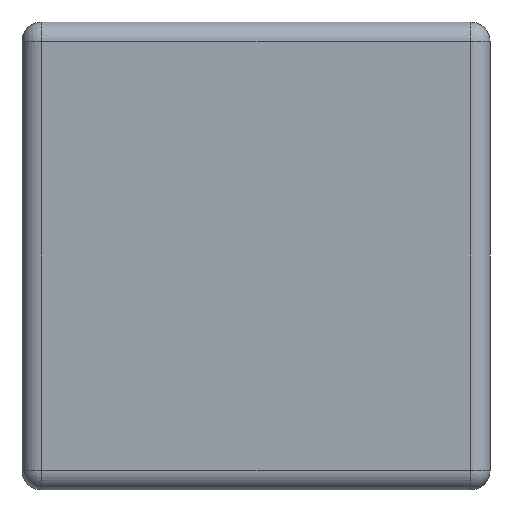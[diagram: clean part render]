
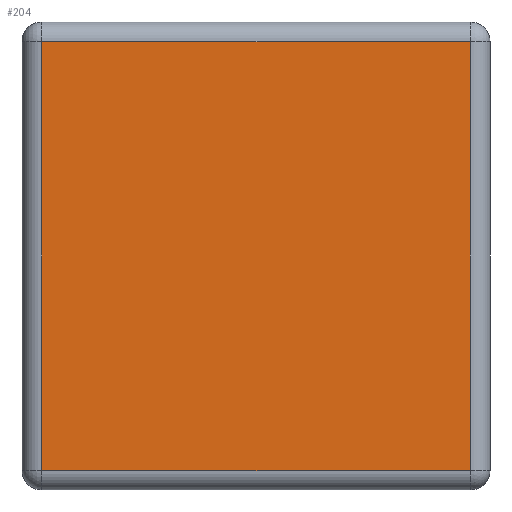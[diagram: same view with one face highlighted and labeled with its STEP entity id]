
A CAD part, left-side view. The second image highlights one B-rep face of the part: STEP entity #204.
In plain terms, the highlighted planar face has unit normal (-1, 0, 0).
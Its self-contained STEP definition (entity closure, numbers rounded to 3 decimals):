
#204 = ADVANCED_FACE ( 'NONE', ( #1033 ), #1078, .F. ) ;
#205 = EDGE_LOOP ( 'NONE', ( #206, #210, #265, #268 ) ) ;
#206 = ORIENTED_EDGE ( 'NONE', *, *, #207, .T. ) ;
#207 = EDGE_CURVE ( 'NONE', #208, #209, #1073, .T. ) ;
#208 = VERTEX_POINT ( 'NONE', #1069 ) ;
#209 = VERTEX_POINT ( 'NONE', #1068 ) ;
#210 = ORIENTED_EDGE ( 'NONE', *, *, #264, .T. ) ;
#211 = VERTEX_POINT ( 'NONE', #1067 ) ;
#264 = EDGE_CURVE ( 'NONE', #209, #211, #1296, .T. ) ;
#265 = ORIENTED_EDGE ( 'NONE', *, *, #266, .T. ) ;
#266 = EDGE_CURVE ( 'NONE', #211, #267, #1292, .T. ) ;
#267 = VERTEX_POINT ( 'NONE', #1288 ) ;
#268 = ORIENTED_EDGE ( 'NONE', *, *, #269, .T. ) ;
#269 = EDGE_CURVE ( 'NONE', #267, #208, #1286, .T. ) ;
#1033 = FACE_OUTER_BOUND ( 'NONE', #205, .T. ) ;
#1067 = CARTESIAN_POINT ( 'NONE',  ( -1., 1.15, -0.55 ) ) ;
#1068 = CARTESIAN_POINT ( 'NONE',  ( -1., 1.15, 0.55 ) ) ;
#1069 = CARTESIAN_POINT ( 'NONE',  ( -1., 0.05, 0.55 ) ) ;
#1070 = DIRECTION ( 'NONE',  ( 0., 1., 0. ) ) ;
#1071 = VECTOR ( 'NONE', #1070, 1000. ) ;
#1072 = CARTESIAN_POINT ( 'NONE',  ( -1., 1.2, 0.55 ) ) ;
#1073 = LINE ( 'NONE', #1072, #1071 ) ;
#1074 = DIRECTION ( 'NONE',  ( 0., 0., -1. ) ) ;
#1075 = DIRECTION ( 'NONE',  ( 1., 0., 0. ) ) ;
#1076 = CARTESIAN_POINT ( 'NONE',  ( -1., 1.2, 0.6 ) ) ;
#1077 = AXIS2_PLACEMENT_3D ( 'NONE', #1076, #1075, #1074 ) ;
#1078 = PLANE ( 'NONE',  #1077 ) ;
#1283 = DIRECTION ( 'NONE',  ( 0., 0., 1. ) ) ;
#1284 = VECTOR ( 'NONE', #1283, 1000. ) ;
#1285 = CARTESIAN_POINT ( 'NONE',  ( -1., 0.05, 0.6 ) ) ;
#1286 = LINE ( 'NONE', #1285, #1284 ) ;
#1288 = CARTESIAN_POINT ( 'NONE',  ( -1., 0.05, -0.55 ) ) ;
#1289 = DIRECTION ( 'NONE',  ( 0., -1., 0. ) ) ;
#1290 = VECTOR ( 'NONE', #1289, 1000. ) ;
#1291 = CARTESIAN_POINT ( 'NONE',  ( -1., 1.2, -0.55 ) ) ;
#1292 = LINE ( 'NONE', #1291, #1290 ) ;
#1293 = DIRECTION ( 'NONE',  ( 0., 0., -1. ) ) ;
#1294 = VECTOR ( 'NONE', #1293, 1000. ) ;
#1295 = CARTESIAN_POINT ( 'NONE',  ( -1., 1.15, 0.6 ) ) ;
#1296 = LINE ( 'NONE', #1295, #1294 ) ;
